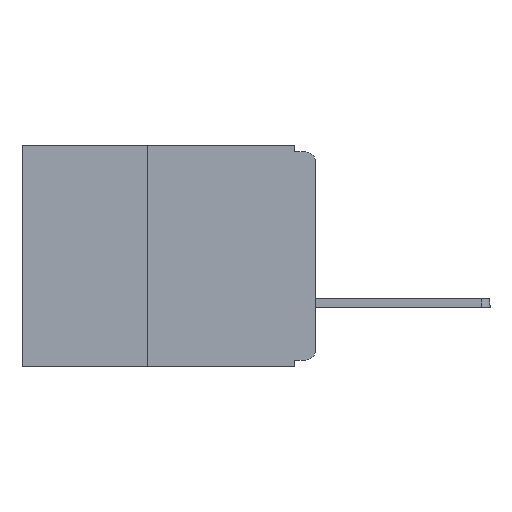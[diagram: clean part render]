
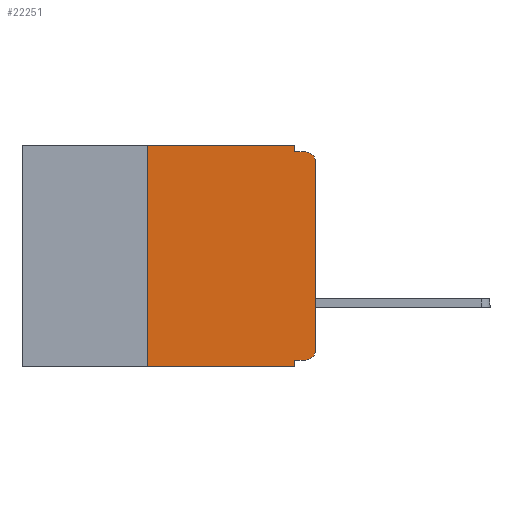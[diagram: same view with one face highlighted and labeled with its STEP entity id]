
A CAD part, left-side view. The second image highlights one B-rep face of the part: STEP entity #22251.
In plain terms, the highlighted planar face has unit normal (-1, 0, 0).
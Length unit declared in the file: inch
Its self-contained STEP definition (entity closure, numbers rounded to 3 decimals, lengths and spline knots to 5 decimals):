
#126 = CARTESIAN_POINT ( 'NONE',  ( 0., 0.015, -0.01 ) ) ;
#1066 = ORIENTED_EDGE ( 'NONE', *, *, #4342, .F. ) ;
#2159 = ORIENTED_EDGE ( 'NONE', *, *, #4497, .T. ) ;
#2176 = CARTESIAN_POINT ( 'NONE',  ( 0., 0., -0.305 ) ) ;
#2764 = EDGE_CURVE ( 'NONE', #13249, #13199, #5775, .T. ) ;
#2956 = VERTEX_POINT ( 'NONE', #18856 ) ;
#3351 = ORIENTED_EDGE ( 'NONE', *, *, #5150, .F. ) ;
#3581 = CARTESIAN_POINT ( 'NONE',  ( 0., 0.437, -0.33 ) ) ;
#4342 = EDGE_CURVE ( 'NONE', #18046, #27407, #5339, .T. ) ;
#4497 = EDGE_CURVE ( 'NONE', #2956, #5187, #19453, .T. ) ;
#4918 = CARTESIAN_POINT ( 'NONE',  ( 0., 0.437, 0. ) ) ;
#5086 = VECTOR ( 'NONE', #23588, 39.37008 ) ;
#5150 = EDGE_CURVE ( 'NONE', #7201, #17666, #14140, .T. ) ;
#5187 = VERTEX_POINT ( 'NONE', #24006 ) ;
#5339 = LINE ( 'NONE', #19528, #21775 ) ;
#5775 = LINE ( 'NONE', #23489, #5086 ) ;
#5911 = CARTESIAN_POINT ( 'NONE',  ( 0., 0.437, 0. ) ) ;
#5997 = EDGE_CURVE ( 'NONE', #27407, #5187, #25160, .T. ) ;
#6150 = CIRCLE ( 'NONE', #8651, 0.015 ) ;
#6335 = CARTESIAN_POINT ( 'NONE',  ( 0., 0.031, 0. ) ) ;
#6505 = DIRECTION ( 'NONE',  ( 0., 0., 1. ) ) ;
#6614 = DIRECTION ( 'NONE',  ( -1., 0., 0. ) ) ;
#7078 = DIRECTION ( 'NONE',  ( 1., 0., 0. ) ) ;
#7201 = VERTEX_POINT ( 'NONE', #6335 ) ;
#7724 = EDGE_CURVE ( 'NONE', #2956, #18699, #9369, .T. ) ;
#8651 = AXIS2_PLACEMENT_3D ( 'NONE', #19445, #6614, #21619 ) ;
#9059 = VECTOR ( 'NONE', #25197, 39.37008 ) ;
#9245 = AXIS2_PLACEMENT_3D ( 'NONE', #4918, #7078, #22083 ) ;
#9369 = LINE ( 'NONE', #19330, #20706 ) ;
#10964 = EDGE_CURVE ( 'NONE', #13199, #27190, #6150, .T. ) ;
#12577 = CARTESIAN_POINT ( 'NONE',  ( 0., 0.015, -0.305 ) ) ;
#12827 = CARTESIAN_POINT ( 'NONE',  ( 0., 0., -0.01 ) ) ;
#12886 = DIRECTION ( 'NONE',  ( 0., 0., -1. ) ) ;
#12991 = CARTESIAN_POINT ( 'NONE',  ( 0., 0.031, -0.33 ) ) ;
#13190 = VECTOR ( 'NONE', #14377, 39.37008 ) ;
#13199 = VERTEX_POINT ( 'NONE', #19160 ) ;
#13249 = VERTEX_POINT ( 'NONE', #2176 ) ;
#13421 = ORIENTED_EDGE ( 'NONE', *, *, #2764, .T. ) ;
#13883 = ORIENTED_EDGE ( 'NONE', *, *, #5997, .F. ) ;
#13920 = FACE_OUTER_BOUND ( 'NONE', #20500, .T. ) ;
#14140 = LINE ( 'NONE', #24480, #19088 ) ;
#14343 = CARTESIAN_POINT ( 'NONE',  ( 0., 0.031, -0.01 ) ) ;
#14377 = DIRECTION ( 'NONE',  ( 0., -1., 0. ) ) ;
#14732 = DIRECTION ( 'NONE',  ( 0., 0., -1. ) ) ;
#14972 = DIRECTION ( 'NONE',  ( 0., -1., 0. ) ) ;
#17123 = ORIENTED_EDGE ( 'NONE', *, *, #7724, .F. ) ;
#17666 = VERTEX_POINT ( 'NONE', #14343 ) ;
#17804 = PLANE ( 'NONE',  #9245 ) ;
#18046 = VERTEX_POINT ( 'NONE', #26596 ) ;
#18699 = VERTEX_POINT ( 'NONE', #21296 ) ;
#18856 = CARTESIAN_POINT ( 'NONE',  ( 0., 0.25, -0.33 ) ) ;
#19088 = VECTOR ( 'NONE', #24635, 39.37008 ) ;
#19160 = CARTESIAN_POINT ( 'NONE',  ( 0., 0., -0.025 ) ) ;
#19323 = DIRECTION ( 'NONE',  ( 0., 1., 0. ) ) ;
#19330 = CARTESIAN_POINT ( 'NONE',  ( 0., 0.25, -0.33 ) ) ;
#19445 = CARTESIAN_POINT ( 'NONE',  ( 0., 0.015, -0.025 ) ) ;
#19453 = LINE ( 'NONE', #3581, #13190 ) ;
#19462 = VECTOR ( 'NONE', #12886, 39.37008 ) ;
#19528 = CARTESIAN_POINT ( 'NONE',  ( 0., 0., -0.32 ) ) ;
#19552 = ORIENTED_EDGE ( 'NONE', *, *, #26667, .F. ) ;
#19610 = ORIENTED_EDGE ( 'NONE', *, *, #10964, .T. ) ;
#20220 = VECTOR ( 'NONE', #14972, 39.37008 ) ;
#20383 = LINE ( 'NONE', #5911, #9059 ) ;
#20456 = ORIENTED_EDGE ( 'NONE', *, *, #23136, .T. ) ;
#20500 = EDGE_LOOP ( 'NONE', ( #13421, #19610, #19552, #3351, #24166, #17123, #2159, #13883, #1066, #20456 ) ) ;
#20581 = CARTESIAN_POINT ( 'NONE',  ( 0., 0.031, -0.32 ) ) ;
#20706 = VECTOR ( 'NONE', #6505, 39.37008 ) ;
#21296 = CARTESIAN_POINT ( 'NONE',  ( 0., 0.25, 0. ) ) ;
#21619 = DIRECTION ( 'NONE',  ( 0., 0., -1. ) ) ;
#21775 = VECTOR ( 'NONE', #19323, 39.37008 ) ;
#22083 = DIRECTION ( 'NONE',  ( 0., 0., -1. ) ) ;
#22251 = ADVANCED_FACE ( 'NONE', ( #13920 ), #17804, .F. ) ;
#23136 = EDGE_CURVE ( 'NONE', #18046, #13249, #24883, .T. ) ;
#23489 = CARTESIAN_POINT ( 'NONE',  ( 0., 0., 0. ) ) ;
#23588 = DIRECTION ( 'NONE',  ( 0., 0., 1. ) ) ;
#24006 = CARTESIAN_POINT ( 'NONE',  ( 0., 0.031, -0.33 ) ) ;
#24166 = ORIENTED_EDGE ( 'NONE', *, *, #24184, .F. ) ;
#24184 = EDGE_CURVE ( 'NONE', #18699, #7201, #20383, .T. ) ;
#24480 = CARTESIAN_POINT ( 'NONE',  ( 0., 0.031, 0. ) ) ;
#24635 = DIRECTION ( 'NONE',  ( 0., 0., -1. ) ) ;
#24883 = CIRCLE ( 'NONE', #27549, 0.015 ) ;
#25160 = LINE ( 'NONE', #12991, #19462 ) ;
#25197 = DIRECTION ( 'NONE',  ( 0., -1., 0. ) ) ;
#25264 = LINE ( 'NONE', #12827, #20220 ) ;
#26596 = CARTESIAN_POINT ( 'NONE',  ( 0., 0.015, -0.32 ) ) ;
#26667 = EDGE_CURVE ( 'NONE', #17666, #27190, #25264, .T. ) ;
#27190 = VERTEX_POINT ( 'NONE', #126 ) ;
#27332 = DIRECTION ( 'NONE',  ( -1., 0., 0. ) ) ;
#27407 = VERTEX_POINT ( 'NONE', #20581 ) ;
#27549 = AXIS2_PLACEMENT_3D ( 'NONE', #12577, #27332, #14732 ) ;
